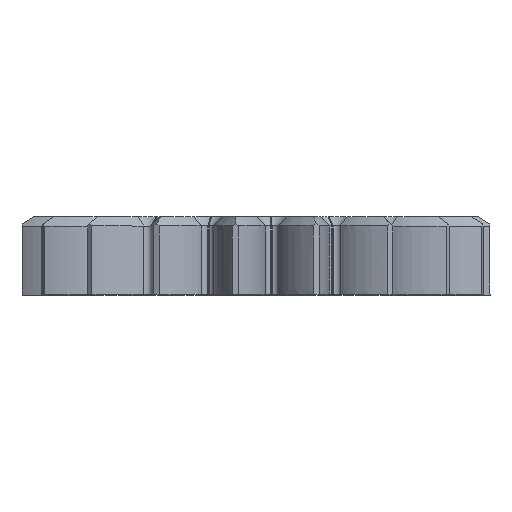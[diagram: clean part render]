
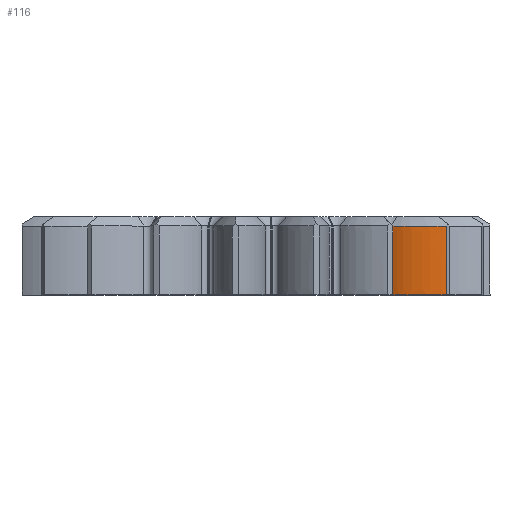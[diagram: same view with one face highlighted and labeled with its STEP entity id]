
A CAD part, top view. The second image highlights one B-rep face of the part: STEP entity #116.
In plain terms, the highlighted face is a extrusion surface.
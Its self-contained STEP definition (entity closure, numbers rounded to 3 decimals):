
#116=ADVANCED_FACE('',(#2301),#2303,.T.);
#2301=FACE_BOUND('',#2302,.T.);
#2302=EDGE_LOOP('',(#6361,#6362,#6363,#6364));
#2303=SURFACE_OF_LINEAR_EXTRUSION('',#2304,#2305);
#2304=B_SPLINE_CURVE_WITH_KNOTS('',3,
(#6365,#6366,#6367,#6368,#6369,#6370,#6371,#6372,#6373,#6374,#6375,#6376,#6377,#6378,
#6379,#6380),
.UNSPECIFIED.,.F.,.F.,
(4,1,1,1,1,1,1,1,1,1,1,1,1,4),
(0.,0.094,0.188,0.291,0.364,0.436,
0.508,0.623,0.68,0.787,0.84,
0.893,0.947,1.),
.UNSPECIFIED.);
#2305=VECTOR('',#2306,10.);
#2306=DIRECTION('',(0.,-1.,0.));
#6361=ORIENTED_EDGE('',*,*,#8258,.T.);
#6362=ORIENTED_EDGE('',*,*,#8257,.T.);
#6363=ORIENTED_EDGE('',*,*,#8237,.F.);
#6364=ORIENTED_EDGE('',*,*,#8259,.F.);
#6365=CARTESIAN_POINT('',(59.324,50.788,94.542));
#6366=CARTESIAN_POINT('',(59.212,50.788,94.549));
#6367=CARTESIAN_POINT('',(58.988,50.788,94.558));
#6368=CARTESIAN_POINT('',(58.641,50.788,94.559));
#6369=CARTESIAN_POINT('',(58.32,50.788,94.547));
#6370=CARTESIAN_POINT('',(58.025,50.788,94.524));
#6371=CARTESIAN_POINT('',(57.769,50.788,94.496));
#6372=CARTESIAN_POINT('',(57.463,50.788,94.451));
#6373=CARTESIAN_POINT('',(57.178,50.788,94.396));
#6374=CARTESIAN_POINT('',(56.856,50.788,94.316));
#6375=CARTESIAN_POINT('',(56.608,50.788,94.241));
#6376=CARTESIAN_POINT('',(56.369,50.788,94.154));
#6377=CARTESIAN_POINT('',(56.193,50.788,94.081));
#6378=CARTESIAN_POINT('',(56.021,50.788,93.999));
#6379=CARTESIAN_POINT('',(55.909,50.788,93.938));
#6380=CARTESIAN_POINT('',(55.854,50.788,93.906));
#8237=EDGE_CURVE('',#9100,#9102,#9103,.T.);
#8257=EDGE_CURVE('',#9135,#9102,#9137,.T.);
#8258=EDGE_CURVE('',#9138,#9135,#9139,.T.);
#8259=EDGE_CURVE('',#9138,#9100,#9140,.T.);
#9100=VERTEX_POINT('',#11504);
#9102=VERTEX_POINT('',#11508);
#9103=B_SPLINE_CURVE_WITH_KNOTS('',3,
(#11509,#11510,#11511,#11512,#11513,#11514,#11515,#11516,#11517,#11518,#11519,#11520,
#11521,#11522,#11523,#11524),
.UNSPECIFIED.,.F.,.F.,
(4,1,1,1,1,1,1,1,1,1,1,1,1,4),
(0.,0.094,0.188,0.291,0.364,0.436,
0.508,0.623,0.68,0.787,0.84,
0.893,0.947,1.),
.UNSPECIFIED.);
#9135=VERTEX_POINT('',#11638);
#9137=LINE('',#11643,#11644);
#9138=VERTEX_POINT('',#11646);
#9139=B_SPLINE_CURVE_WITH_KNOTS('',3,
(#11647,#11648,#11649,#11650,#11651,#11652,#11653,#11654,#11655,#11656,#11657,#11658,
#11659,#11660,#11661,#11662,#11663,#11664,#11665,#11666,#11667,#11668),
.UNSPECIFIED.,.F.,.F.,
(4,1,1,1,1,1,1,1,1,1,1,1,1,1,1,1,1,1,1,4),
(0.,0.103,0.188,0.246,0.297,0.344,
0.418,0.495,0.581,0.642,0.696,
0.744,0.791,0.835,0.871,0.899,
0.926,0.954,0.98,1.),
.UNSPECIFIED.);
#9140=LINE('',#11669,#11670);
#11504=CARTESIAN_POINT('',(59.324,40.788,94.542));
#11508=CARTESIAN_POINT('',(55.854,40.788,93.906));
#11509=CARTESIAN_POINT('',(59.324,40.788,94.542));
#11510=CARTESIAN_POINT('',(59.212,40.788,94.549));
#11511=CARTESIAN_POINT('',(58.988,40.788,94.558));
#11512=CARTESIAN_POINT('',(58.641,40.788,94.559));
#11513=CARTESIAN_POINT('',(58.32,40.788,94.547));
#11514=CARTESIAN_POINT('',(58.025,40.788,94.524));
#11515=CARTESIAN_POINT('',(57.769,40.788,94.496));
#11516=CARTESIAN_POINT('',(57.463,40.788,94.451));
#11517=CARTESIAN_POINT('',(57.178,40.788,94.396));
#11518=CARTESIAN_POINT('',(56.856,40.788,94.316));
#11519=CARTESIAN_POINT('',(56.608,40.788,94.241));
#11520=CARTESIAN_POINT('',(56.369,40.788,94.154));
#11521=CARTESIAN_POINT('',(56.193,40.788,94.081));
#11522=CARTESIAN_POINT('',(56.021,40.788,93.999));
#11523=CARTESIAN_POINT('',(55.909,40.788,93.938));
#11524=CARTESIAN_POINT('',(55.854,40.788,93.906));
#11638=CARTESIAN_POINT('',(55.854,45.188,93.906));
#11643=CARTESIAN_POINT('',(55.854,45.188,93.906));
#11644=VECTOR('',#11645,1.);
#11645=DIRECTION('',(0.,-1.,0.));
#11646=CARTESIAN_POINT('',(59.324,45.188,94.542));
#11647=CARTESIAN_POINT('',(59.324,45.188,94.542));
#11648=CARTESIAN_POINT('',(59.208,45.188,94.549));
#11649=CARTESIAN_POINT('',(58.991,45.188,94.558));
#11650=CARTESIAN_POINT('',(58.7,45.188,94.558));
#11651=CARTESIAN_POINT('',(58.471,45.188,94.552));
#11652=CARTESIAN_POINT('',(58.287,45.188,94.543));
#11653=CARTESIAN_POINT('',(58.086,45.188,94.529));
#11654=CARTESIAN_POINT('',(57.853,45.188,94.506));
#11655=CARTESIAN_POINT('',(57.575,45.188,94.469));
#11656=CARTESIAN_POINT('',(57.313,45.188,94.423));
#11657=CARTESIAN_POINT('',(57.08,45.188,94.372));
#11658=CARTESIAN_POINT('',(56.892,45.188,94.324));
#11659=CARTESIAN_POINT('',(56.721,45.188,94.275));
#11660=CARTESIAN_POINT('',(56.562,45.188,94.224));
#11661=CARTESIAN_POINT('',(56.417,45.188,94.171));
#11662=CARTESIAN_POINT('',(56.296,45.188,94.123));
#11663=CARTESIAN_POINT('',(56.193,45.188,94.079));
#11664=CARTESIAN_POINT('',(56.099,45.188,94.036));
#11665=CARTESIAN_POINT('',(56.008,45.188,93.991));
#11666=CARTESIAN_POINT('',(55.925,45.188,93.947));
#11667=CARTESIAN_POINT('',(55.876,45.188,93.919));
#11668=CARTESIAN_POINT('',(55.854,45.188,93.906));
#11669=CARTESIAN_POINT('',(59.324,45.188,94.542));
#11670=VECTOR('',#11671,1.);
#11671=DIRECTION('',(0.,-1.,0.));
